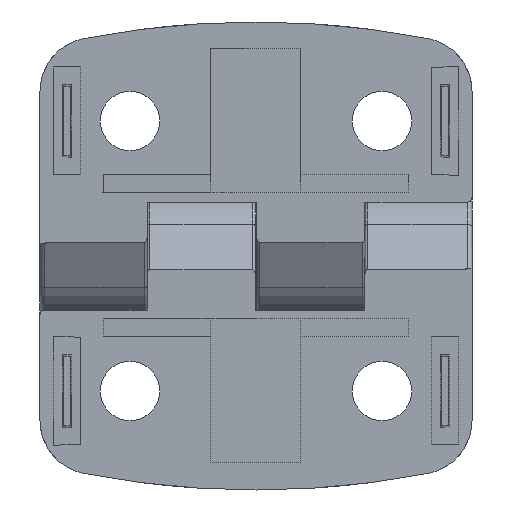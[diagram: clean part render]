
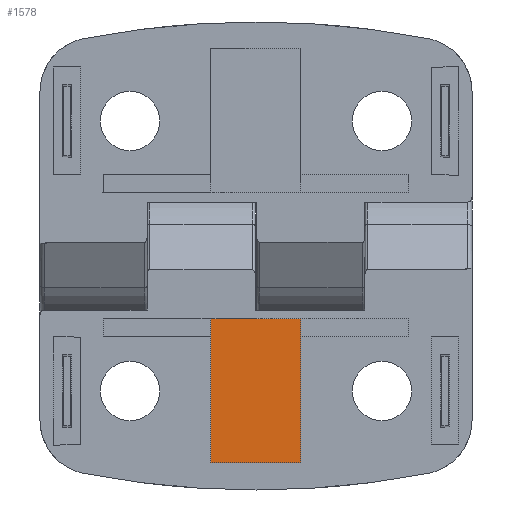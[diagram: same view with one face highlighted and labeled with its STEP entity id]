
A CAD part, front view. The second image highlights one B-rep face of the part: STEP entity #1578.
In plain terms, the highlighted planar face has unit normal (0, -1, 0).
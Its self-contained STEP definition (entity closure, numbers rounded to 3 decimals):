
#41 = DIRECTION ( 'NONE',  ( 0., 1., 0. ) ) ;
#49 = DIRECTION ( 'NONE',  ( 0., 0., -1. ) ) ;
#139 = VECTOR ( 'NONE', #4515, 1000. ) ;
#218 = EDGE_LOOP ( 'NONE', ( #2082, #7115, #6042, #372, #2316, #6040 ) ) ;
#244 = DIRECTION ( 'NONE',  ( -1., 0., 0. ) ) ;
#285 = VERTEX_POINT ( 'NONE', #2688 ) ;
#372 = ORIENTED_EDGE ( 'NONE', *, *, #5573, .T. ) ;
#380 = CARTESIAN_POINT ( 'NONE',  ( 5., 1., -7. ) ) ;
#513 = CARTESIAN_POINT ( 'NONE',  ( 5., 1., -9. ) ) ;
#626 = CARTESIAN_POINT ( 'NONE',  ( -5., 1., -7. ) ) ;
#671 = EDGE_CURVE ( 'NONE', #5930, #6864, #4502, .T. ) ;
#1378 = CARTESIAN_POINT ( 'NONE',  ( 5., 1., -7. ) ) ;
#1474 = EDGE_CURVE ( 'NONE', #285, #5823, #1677, .T. ) ;
#1513 = VECTOR ( 'NONE', #244, 1000. ) ;
#1523 = EDGE_CURVE ( 'NONE', #5823, #5930, #4401, .T. ) ;
#1570 = CARTESIAN_POINT ( 'NONE',  ( -5., 1., -7. ) ) ;
#1578 = ADVANCED_FACE ( 'NONE', ( #2468 ), #5820, .F. ) ;
#1677 = LINE ( 'NONE', #1570, #6138 ) ;
#1782 = VECTOR ( 'NONE', #6151, 1000. ) ;
#2082 = ORIENTED_EDGE ( 'NONE', *, *, #671, .T. ) ;
#2112 = VECTOR ( 'NONE', #2975, 1000. ) ;
#2196 = EDGE_CURVE ( 'NONE', #6864, #7267, #2287, .T. ) ;
#2287 = LINE ( 'NONE', #2386, #2112 ) ;
#2316 = ORIENTED_EDGE ( 'NONE', *, *, #1474, .T. ) ;
#2386 = CARTESIAN_POINT ( 'NONE',  ( 5., 1., -7. ) ) ;
#2468 = FACE_OUTER_BOUND ( 'NONE', #218, .T. ) ;
#2688 = CARTESIAN_POINT ( 'NONE',  ( -5., 1., -9. ) ) ;
#2975 = DIRECTION ( 'NONE',  ( 0., 0., 1. ) ) ;
#3052 = LINE ( 'NONE', #1378, #1513 ) ;
#3251 = CARTESIAN_POINT ( 'NONE',  ( 5., 1., -23. ) ) ;
#3348 = CARTESIAN_POINT ( 'NONE',  ( 5., 1., -23. ) ) ;
#3838 = AXIS2_PLACEMENT_3D ( 'NONE', #6417, #41, #4084 ) ;
#4084 = DIRECTION ( 'NONE',  ( 0., 0., 1. ) ) ;
#4401 = LINE ( 'NONE', #3348, #139 ) ;
#4502 = LINE ( 'NONE', #5562, #1782 ) ;
#4515 = DIRECTION ( 'NONE',  ( 1., 0., 0. ) ) ;
#5423 = EDGE_CURVE ( 'NONE', #7267, #6301, #3052, .T. ) ;
#5436 = LINE ( 'NONE', #6428, #6803 ) ;
#5494 = CARTESIAN_POINT ( 'NONE',  ( -5., 1., -23. ) ) ;
#5562 = CARTESIAN_POINT ( 'NONE',  ( 5., 1., -7. ) ) ;
#5573 = EDGE_CURVE ( 'NONE', #6301, #285, #5436, .T. ) ;
#5820 = PLANE ( 'NONE',  #3838 ) ;
#5823 = VERTEX_POINT ( 'NONE', #5494 ) ;
#5930 = VERTEX_POINT ( 'NONE', #3251 ) ;
#6040 = ORIENTED_EDGE ( 'NONE', *, *, #1523, .T. ) ;
#6042 = ORIENTED_EDGE ( 'NONE', *, *, #5423, .T. ) ;
#6138 = VECTOR ( 'NONE', #6232, 1000. ) ;
#6151 = DIRECTION ( 'NONE',  ( 0., 0., 1. ) ) ;
#6232 = DIRECTION ( 'NONE',  ( 0., 0., -1. ) ) ;
#6301 = VERTEX_POINT ( 'NONE', #626 ) ;
#6417 = CARTESIAN_POINT ( 'NONE',  ( 5., 1., -7. ) ) ;
#6428 = CARTESIAN_POINT ( 'NONE',  ( -5., 1., -7. ) ) ;
#6803 = VECTOR ( 'NONE', #49, 1000. ) ;
#6864 = VERTEX_POINT ( 'NONE', #513 ) ;
#7115 = ORIENTED_EDGE ( 'NONE', *, *, #2196, .T. ) ;
#7267 = VERTEX_POINT ( 'NONE', #380 ) ;
